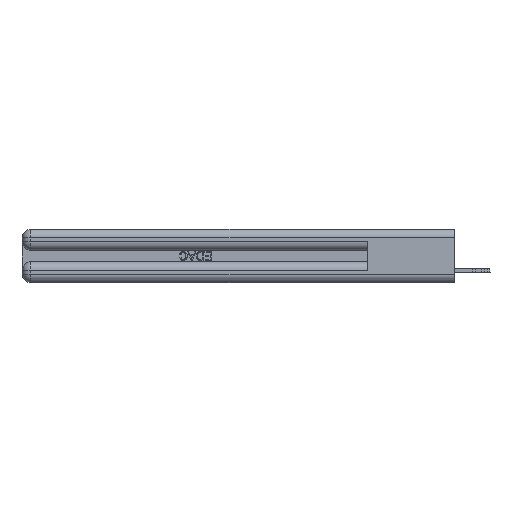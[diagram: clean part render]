
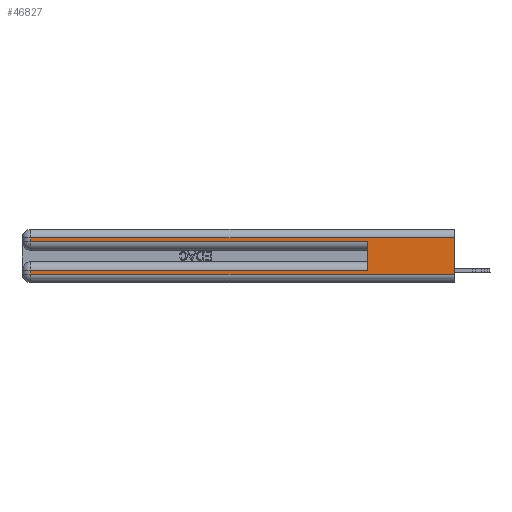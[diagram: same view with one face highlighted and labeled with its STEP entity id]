
A CAD part, left-side view. The second image highlights one B-rep face of the part: STEP entity #46827.
In plain terms, the highlighted planar face has unit normal (-1, 0, 0).
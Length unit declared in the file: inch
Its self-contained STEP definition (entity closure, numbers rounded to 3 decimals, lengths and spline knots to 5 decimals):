
#947 = FACE_OUTER_BOUND ( 'NONE', #1192, .T. ) ;
#1192 = EDGE_LOOP ( 'NONE', ( #21027, #25927, #35103, #4652, #7472, #16326, #34511, #10572 ) ) ;
#1674 = AXIS2_PLACEMENT_3D ( 'NONE', #29532, #10897, #36774 ) ;
#1856 = EDGE_CURVE ( 'NONE', #48254, #41908, #16076, .T. ) ;
#2725 = CARTESIAN_POINT ( 'NONE',  ( 0., 0., 0.31 ) ) ;
#3242 = DIRECTION ( 'NONE',  ( 0., -1., 0. ) ) ;
#3530 = CARTESIAN_POINT ( 'NONE',  ( 0., 2.94, 0.37 ) ) ;
#3611 = VERTEX_POINT ( 'NONE', #2725 ) ;
#4193 = DIRECTION ( 'NONE',  ( 0., 1., 0. ) ) ;
#4652 = ORIENTED_EDGE ( 'NONE', *, *, #1856, .T. ) ;
#5508 = CARTESIAN_POINT ( 'NONE',  ( 0., 0., 0.06 ) ) ;
#6595 = LINE ( 'NONE', #36629, #24035 ) ;
#6651 = VECTOR ( 'NONE', #4193, 39.37008 ) ;
#7472 = ORIENTED_EDGE ( 'NONE', *, *, #35575, .F. ) ;
#7760 = VERTEX_POINT ( 'NONE', #32136 ) ;
#7894 = LINE ( 'NONE', #25920, #30658 ) ;
#8496 = VECTOR ( 'NONE', #3242, 39.37008 ) ;
#8710 = EDGE_CURVE ( 'NONE', #3611, #10645, #7894, .T. ) ;
#10572 = ORIENTED_EDGE ( 'NONE', *, *, #20397, .T. ) ;
#10573 = CARTESIAN_POINT ( 'NONE',  ( 0., 0.6, 0.285 ) ) ;
#10645 = VERTEX_POINT ( 'NONE', #33770 ) ;
#10897 = DIRECTION ( 'NONE',  ( 1., 0., 0. ) ) ;
#11081 = CARTESIAN_POINT ( 'NONE',  ( 0., 0., 0.06 ) ) ;
#12929 = CARTESIAN_POINT ( 'NONE',  ( 0., 0.6, 0.145 ) ) ;
#13184 = LINE ( 'NONE', #24006, #38954 ) ;
#14519 = DIRECTION ( 'NONE',  ( 0., -1., 0. ) ) ;
#14533 = DIRECTION ( 'NONE',  ( 0., 0., -1. ) ) ;
#14754 = VERTEX_POINT ( 'NONE', #5508 ) ;
#15691 = VECTOR ( 'NONE', #42071, 39.37008 ) ;
#16076 = LINE ( 'NONE', #18436, #8496 ) ;
#16326 = ORIENTED_EDGE ( 'NONE', *, *, #23117, .T. ) ;
#18436 = CARTESIAN_POINT ( 'NONE',  ( 0., 0., 0.285 ) ) ;
#18635 = EDGE_CURVE ( 'NONE', #3611, #14754, #6595, .T. ) ;
#19159 = LINE ( 'NONE', #11081, #47322 ) ;
#20397 = EDGE_CURVE ( 'NONE', #20954, #14754, #19159, .T. ) ;
#20546 = CARTESIAN_POINT ( 'NONE',  ( 0., 2.94, 0.06 ) ) ;
#20954 = VERTEX_POINT ( 'NONE', #20546 ) ;
#21027 = ORIENTED_EDGE ( 'NONE', *, *, #18635, .F. ) ;
#21266 = LINE ( 'NONE', #3530, #35327 ) ;
#22421 = DIRECTION ( 'NONE',  ( 0., 0., -1. ) ) ;
#23117 = EDGE_CURVE ( 'NONE', #7760, #47802, #44677, .T. ) ;
#24006 = CARTESIAN_POINT ( 'NONE',  ( 0., 2.94, 0.37 ) ) ;
#24035 = VECTOR ( 'NONE', #22421, 39.37008 ) ;
#25920 = CARTESIAN_POINT ( 'NONE',  ( 0., 0., 0.31 ) ) ;
#25927 = ORIENTED_EDGE ( 'NONE', *, *, #8710, .T. ) ;
#27560 = EDGE_CURVE ( 'NONE', #47802, #20954, #13184, .T. ) ;
#29532 = CARTESIAN_POINT ( 'NONE',  ( 0., 0., 0.37 ) ) ;
#30529 = CARTESIAN_POINT ( 'NONE',  ( 0., 0., 0.085 ) ) ;
#30658 = VECTOR ( 'NONE', #40982, 39.37008 ) ;
#31848 = EDGE_CURVE ( 'NONE', #10645, #48254, #21266, .T. ) ;
#32136 = CARTESIAN_POINT ( 'NONE',  ( 0., 0.6, 0.085 ) ) ;
#33770 = CARTESIAN_POINT ( 'NONE',  ( 0., 2.94, 0.31 ) ) ;
#34511 = ORIENTED_EDGE ( 'NONE', *, *, #27560, .T. ) ;
#34983 = CARTESIAN_POINT ( 'NONE',  ( 0., 2.94, 0.285 ) ) ;
#35103 = ORIENTED_EDGE ( 'NONE', *, *, #31848, .T. ) ;
#35327 = VECTOR ( 'NONE', #14533, 39.37008 ) ;
#35575 = EDGE_CURVE ( 'NONE', #7760, #41908, #46783, .T. ) ;
#36629 = CARTESIAN_POINT ( 'NONE',  ( 0., 0., 0.37 ) ) ;
#36774 = DIRECTION ( 'NONE',  ( 0., 0., -1. ) ) ;
#38954 = VECTOR ( 'NONE', #43229, 39.37008 ) ;
#39147 = CARTESIAN_POINT ( 'NONE',  ( 0., 2.94, 0.085 ) ) ;
#40982 = DIRECTION ( 'NONE',  ( 0., 1., 0. ) ) ;
#41908 = VERTEX_POINT ( 'NONE', #10573 ) ;
#42071 = DIRECTION ( 'NONE',  ( 0., 0., 1. ) ) ;
#43229 = DIRECTION ( 'NONE',  ( 0., 0., -1. ) ) ;
#44677 = LINE ( 'NONE', #30529, #6651 ) ;
#46783 = LINE ( 'NONE', #12929, #15691 ) ;
#46827 = ADVANCED_FACE ( 'NONE', ( #947 ), #48029, .F. ) ;
#47322 = VECTOR ( 'NONE', #14519, 39.37008 ) ;
#47802 = VERTEX_POINT ( 'NONE', #39147 ) ;
#48029 = PLANE ( 'NONE',  #1674 ) ;
#48254 = VERTEX_POINT ( 'NONE', #34983 ) ;
